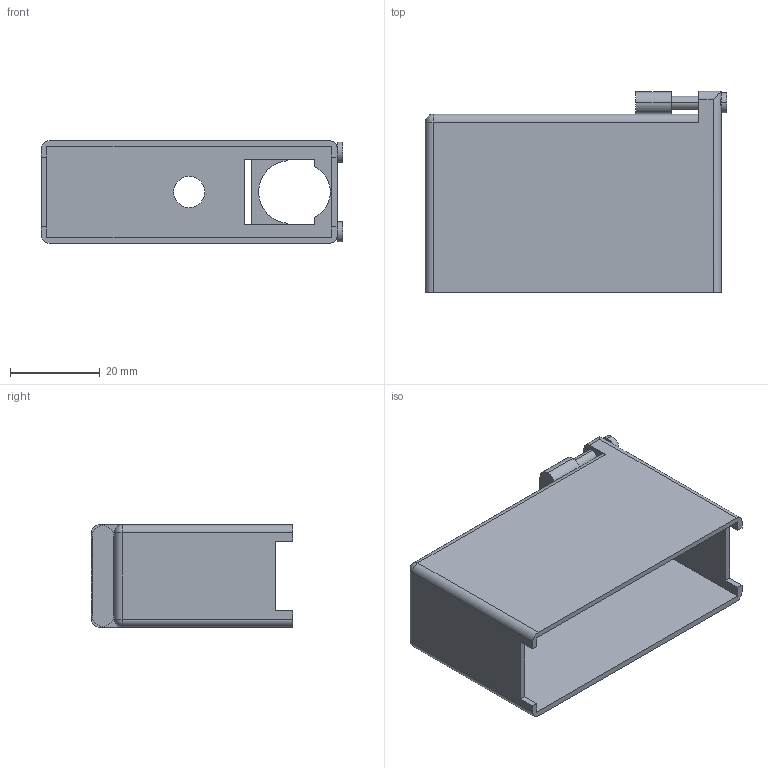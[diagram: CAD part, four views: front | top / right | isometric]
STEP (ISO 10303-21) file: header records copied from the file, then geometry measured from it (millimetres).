
FILE_DESCRIPTION (( 'STEP AP214' ), '1' );
FILE_NAME ('516-230-656.STEP', '2020-08-14T15:36:58', ( '' ), ( '' ), 'SwSTEP 2.0', 'SolidWorks 2020', '' );
FILE_SCHEMA (( 'AUTOMOTIVE_DESIGN' ));
Length unit declared in the file: millimetre
Products named in the file (2): 516-230-656; 516-230-001_Metal - 056 Top Entry
Assembly tree (1 placements, depth 2):
  516-230-656
    516-230-001_Metal - 056 Top Entry
Bounding box: 67.31 x 44.86 x 22.83 mm (x, y, z)
Volume: 10652.3 mm3; surface area: 16708.9 mm2
Topology: 1 solids, 1 shells, 63 faces, 176 edges, 112 vertices
Faces by surface type: plane 33, cylinder 28, sphere 2
Entity records: 2232 total; most frequent: CARTESIAN_POINT 395, DIRECTION 358, ORIENTED_EDGE 348, EDGE_CURVE 174, AXIS2_PLACEMENT_3D 123, LINE 112, VECTOR 112, VERTEX_POINT 112
